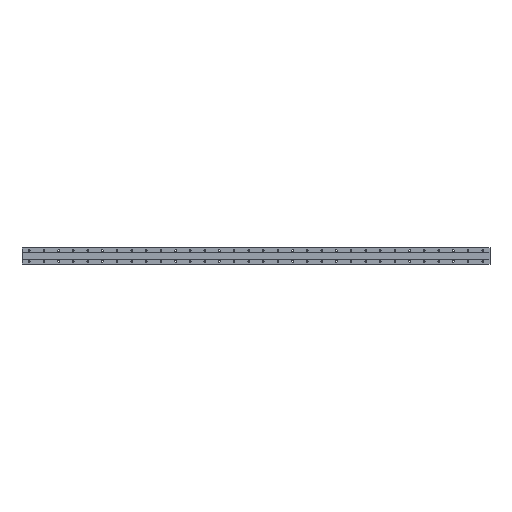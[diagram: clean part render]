
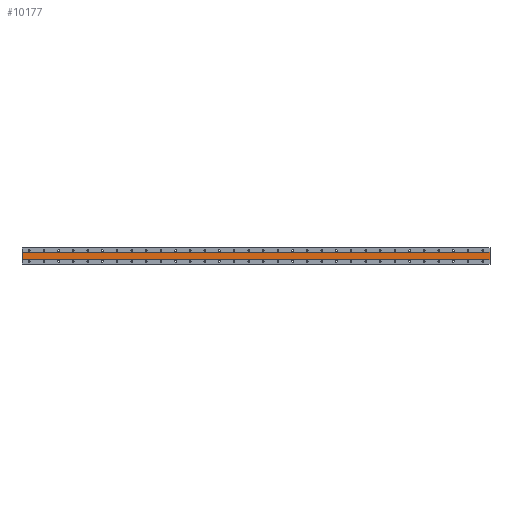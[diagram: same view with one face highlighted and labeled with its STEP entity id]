
A CAD part, front view. The second image highlights one B-rep face of the part: STEP entity #10177.
In plain terms, the highlighted planar face has unit normal (0, -1, 0).
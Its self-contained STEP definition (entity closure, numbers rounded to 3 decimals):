
#195 = VERTEX_POINT ( 'NONE', #1725 ) ;
#788 = CARTESIAN_POINT ( 'NONE',  ( 2520., 1., -20. ) ) ;
#1524 = DIRECTION ( 'NONE',  ( -1., 0., 0. ) ) ;
#1725 = CARTESIAN_POINT ( 'NONE',  ( -40., 1., -20. ) ) ;
#2012 = VECTOR ( 'NONE', #2703, 1000. ) ;
#2047 = EDGE_CURVE ( 'NONE', #7398, #4519, #7893, .T. ) ;
#2606 = CARTESIAN_POINT ( 'NONE',  ( 2520., 1., 20. ) ) ;
#2703 = DIRECTION ( 'NONE',  ( 1., 0., 0. ) ) ;
#2737 = LINE ( 'NONE', #9350, #10312 ) ;
#3114 = DIRECTION ( 'NONE',  ( 0., 0., 1. ) ) ;
#3202 = ORIENTED_EDGE ( 'NONE', *, *, #3974, .F. ) ;
#3740 = FACE_OUTER_BOUND ( 'NONE', #7247, .T. ) ;
#3974 = EDGE_CURVE ( 'NONE', #195, #7398, #9029, .T. ) ;
#4424 = VECTOR ( 'NONE', #1524, 1000. ) ;
#4519 = VERTEX_POINT ( 'NONE', #5897 ) ;
#5259 = DIRECTION ( 'NONE',  ( 0., 1., 0. ) ) ;
#5418 = DIRECTION ( 'NONE',  ( 0., 0., 1. ) ) ;
#5459 = ORIENTED_EDGE ( 'NONE', *, *, #9258, .F. ) ;
#5636 = ORIENTED_EDGE ( 'NONE', *, *, #2047, .F. ) ;
#5897 = CARTESIAN_POINT ( 'NONE',  ( 2520., 1., 20. ) ) ;
#5952 = AXIS2_PLACEMENT_3D ( 'NONE', #6255, #5259, #5418 ) ;
#6255 = CARTESIAN_POINT ( 'NONE',  ( 2520., 1., 20. ) ) ;
#6662 = LINE ( 'NONE', #10076, #4424 ) ;
#6886 = DIRECTION ( 'NONE',  ( 0., 0., -1. ) ) ;
#7247 = EDGE_LOOP ( 'NONE', ( #5459, #8930, #5636, #3202 ) ) ;
#7279 = EDGE_CURVE ( 'NONE', #4519, #8560, #2737, .T. ) ;
#7365 = CARTESIAN_POINT ( 'NONE',  ( -40., 1., 20. ) ) ;
#7398 = VERTEX_POINT ( 'NONE', #9551 ) ;
#7893 = LINE ( 'NONE', #2606, #2012 ) ;
#8560 = VERTEX_POINT ( 'NONE', #788 ) ;
#8672 = PLANE ( 'NONE',  #5952 ) ;
#8930 = ORIENTED_EDGE ( 'NONE', *, *, #7279, .F. ) ;
#9029 = LINE ( 'NONE', #7365, #10400 ) ;
#9258 = EDGE_CURVE ( 'NONE', #8560, #195, #6662, .T. ) ;
#9350 = CARTESIAN_POINT ( 'NONE',  ( 2520., 1., 20. ) ) ;
#9551 = CARTESIAN_POINT ( 'NONE',  ( -40., 1., 20. ) ) ;
#10076 = CARTESIAN_POINT ( 'NONE',  ( 2520., 1., -20. ) ) ;
#10177 = ADVANCED_FACE ( 'NONE', ( #3740 ), #8672, .F. ) ;
#10312 = VECTOR ( 'NONE', #6886, 1000. ) ;
#10400 = VECTOR ( 'NONE', #3114, 1000. ) ;
